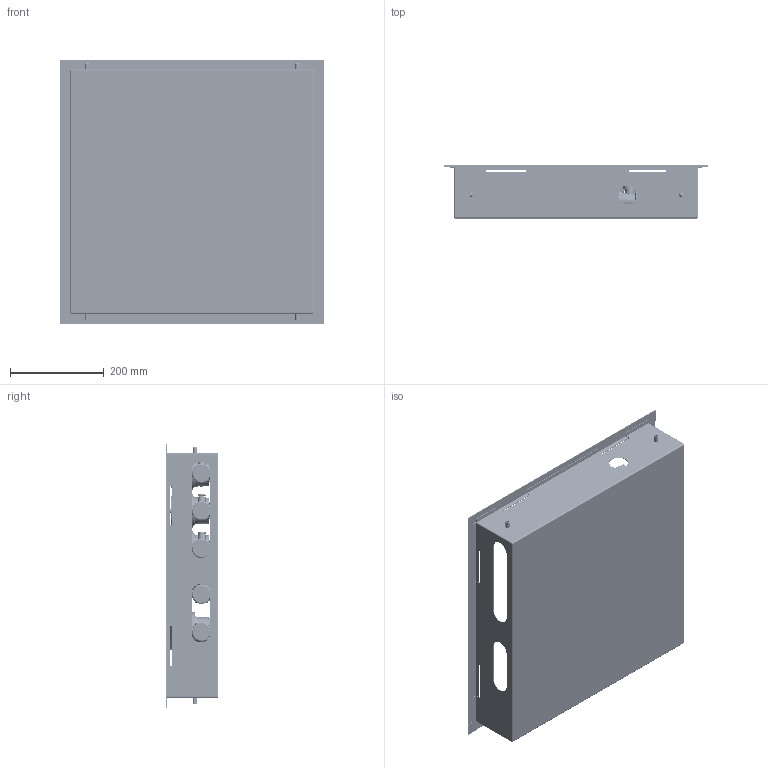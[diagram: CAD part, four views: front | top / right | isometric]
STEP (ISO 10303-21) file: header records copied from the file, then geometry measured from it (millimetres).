
FILE_DESCRIPTION (( 'STEP AP214' ), '1' );
FILE_NAME ('DCH2-DCE3XXX.STEP', '2022-09-16T07:15:42', ( '' ), ( '' ), 'SwSTEP 2.0', 'SolidWorks 2021', '' );
FILE_SCHEMA (( 'AUTOMOTIVE_DESIGN' ));
Length unit declared in the file: millimetre
Products named in the file (17): 3427770045_BIM_3R; 3427770077_BIM; Sontex 0739-130_MHB_defeature; 3428870042_BIM_defeature; Rami Sanitari_3R; 2131101P_defeature; Energia_MH2; 3260056703_defeature; 21311MF_defeature; Assieme 10C_defeature; F21N-25_defeature; DCH2-DCE3XXX; Piastra_defeature; WMT20-20AF; 3113851010 Nipples 1 M-M con 2 O-Ring_defeature; 210100STR_defeature; 3420000342_defeature
Assembly tree (25 placements, depth 4):
  DCH2-DCE3XXX
    3260056703_defeature
    Energia_MH2
      3428870042_BIM_defeature
      3427770077_BIM
        21311MF_defeature
        Sontex 0739-130_MHB_defeature
        2131101P_defeature
        3113851010 Nipples 1 M-M con 2 O-Ring_defeature
        F21N-25_defeature
        Assieme 10C_defeature
    Rami Sanitari_3R
      3427770045_BIM_3R
        Piastra_defeature
        210100STR_defeature  x6
        3420000342_defeature  x3
      WMT20-20AF  x3
Bounding box: 564 x 112.4 x 564 mm (x, y, z)
Volume: 3923632.8 mm3; surface area: 1896878.4 mm2
Topology: 46 solids, 51 shells, 6498 faces, 16148 edges, 9698 vertices
Faces by surface type: plane 1939, cylinder 1698, bspline 1453, torus 660, cone 512, sphere 236
Entity records: 202758 total; most frequent: CARTESIAN_POINT 67555, ORIENTED_EDGE 21569, DIRECTION 19104, EDGE_CURVE 10796, AXIS2_PLACEMENT_3D 7499, VERTEX_POINT 6633, EDGE_LOOP 4532, FACE_OUTER_BOUND 4351
